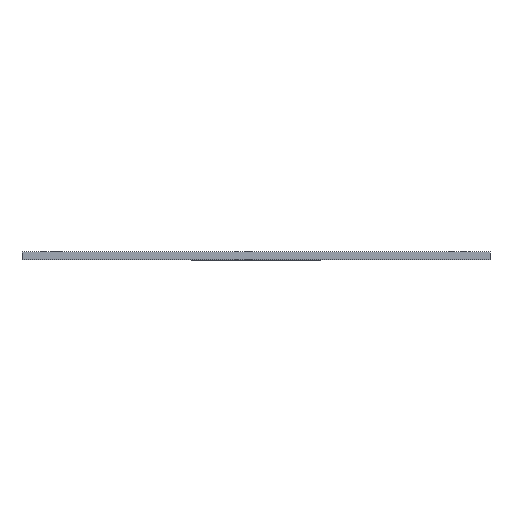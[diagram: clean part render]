
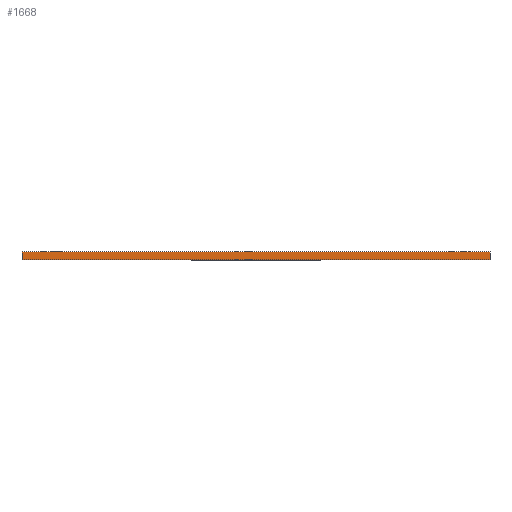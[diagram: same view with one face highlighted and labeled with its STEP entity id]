
A CAD part, front view. The second image highlights one B-rep face of the part: STEP entity #1668.
In plain terms, the highlighted planar face has unit normal (0, -1, 0).
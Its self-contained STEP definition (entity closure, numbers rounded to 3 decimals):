
#1 = CARTESIAN_POINT ( 'NONE',  ( 90., -125., -3. ) ) ;
#139 = DIRECTION ( 'NONE',  ( 1., 0., 0. ) ) ;
#147 = VERTEX_POINT ( 'NONE', #455 ) ;
#167 = VERTEX_POINT ( 'NONE', #730 ) ;
#270 = CARTESIAN_POINT ( 'NONE',  ( -90., -125., -3. ) ) ;
#286 = DIRECTION ( 'NONE',  ( 1., 0., 0. ) ) ;
#344 = AXIS2_PLACEMENT_3D ( 'NONE', #270, #840, #1386 ) ;
#388 = ORIENTED_EDGE ( 'NONE', *, *, #726, .T. ) ;
#399 = CARTESIAN_POINT ( 'NONE',  ( -90., -125., -3. ) ) ;
#413 = DIRECTION ( 'NONE',  ( 0., 0., 1. ) ) ;
#455 = CARTESIAN_POINT ( 'NONE',  ( -90., -125., -3. ) ) ;
#489 = EDGE_LOOP ( 'NONE', ( #1359, #1322, #388, #1104 ) ) ;
#495 = VERTEX_POINT ( 'NONE', #650 ) ;
#562 = CARTESIAN_POINT ( 'NONE',  ( -90., -125., -3. ) ) ;
#621 = VECTOR ( 'NONE', #1306, 1000. ) ;
#650 = CARTESIAN_POINT ( 'NONE',  ( 90., -125., 0. ) ) ;
#726 = EDGE_CURVE ( 'NONE', #147, #1158, #810, .T. ) ;
#730 = CARTESIAN_POINT ( 'NONE',  ( -90., -125., 0. ) ) ;
#810 = LINE ( 'NONE', #399, #1500 ) ;
#813 = EDGE_CURVE ( 'NONE', #1158, #495, #1299, .T. ) ;
#829 = LINE ( 'NONE', #1116, #1457 ) ;
#840 = DIRECTION ( 'NONE',  ( 0., -1., 0. ) ) ;
#962 = FACE_OUTER_BOUND ( 'NONE', #489, .T. ) ;
#1104 = ORIENTED_EDGE ( 'NONE', *, *, #813, .T. ) ;
#1116 = CARTESIAN_POINT ( 'NONE',  ( -90., -125., 0. ) ) ;
#1158 = VERTEX_POINT ( 'NONE', #1 ) ;
#1267 = EDGE_CURVE ( 'NONE', #147, #167, #1809, .T. ) ;
#1299 = LINE ( 'NONE', #1730, #621 ) ;
#1301 = VECTOR ( 'NONE', #413, 1000. ) ;
#1306 = DIRECTION ( 'NONE',  ( 0., 0., 1. ) ) ;
#1322 = ORIENTED_EDGE ( 'NONE', *, *, #1267, .F. ) ;
#1359 = ORIENTED_EDGE ( 'NONE', *, *, #1630, .F. ) ;
#1386 = DIRECTION ( 'NONE',  ( 0., 0., -1. ) ) ;
#1457 = VECTOR ( 'NONE', #139, 1000. ) ;
#1500 = VECTOR ( 'NONE', #286, 1000. ) ;
#1536 = PLANE ( 'NONE',  #344 ) ;
#1630 = EDGE_CURVE ( 'NONE', #167, #495, #829, .T. ) ;
#1668 = ADVANCED_FACE ( 'NONE', ( #962 ), #1536, .T. ) ;
#1730 = CARTESIAN_POINT ( 'NONE',  ( 90., -125., -3. ) ) ;
#1809 = LINE ( 'NONE', #562, #1301 ) ;
